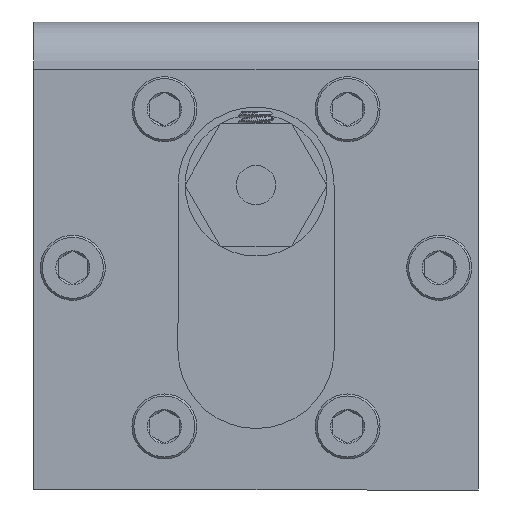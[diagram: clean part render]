
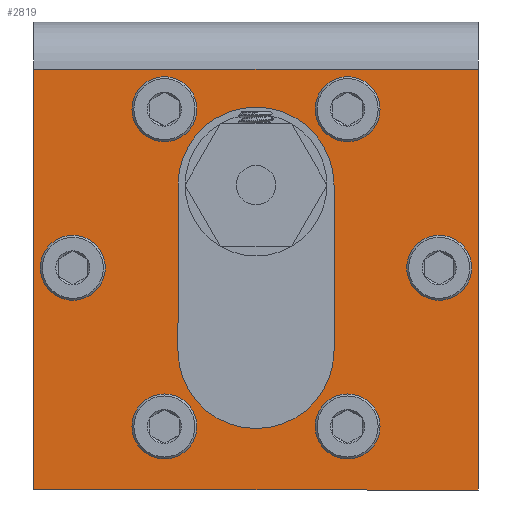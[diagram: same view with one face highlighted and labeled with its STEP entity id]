
A CAD part, front view. The second image highlights one B-rep face of the part: STEP entity #2819.
In plain terms, the highlighted face is planar.
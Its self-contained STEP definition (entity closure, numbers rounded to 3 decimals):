
#241=FACE_BOUND('',#710,.T.);
#242=FACE_BOUND('',#711,.T.);
#243=FACE_BOUND('',#712,.T.);
#244=FACE_BOUND('',#713,.T.);
#245=FACE_BOUND('',#714,.T.);
#246=FACE_BOUND('',#715,.T.);
#247=FACE_BOUND('',#716,.T.);
#302=CIRCLE('',#3062,6.6);
#304=CIRCLE('',#3066,6.6);
#305=CIRCLE('',#3068,1.65);
#307=CIRCLE('',#3071,1.65);
#309=CIRCLE('',#3074,1.65);
#311=CIRCLE('',#3077,1.65);
#313=CIRCLE('',#3080,1.65);
#315=CIRCLE('',#3083,1.65);
#533=FACE_OUTER_BOUND('',#709,.T.);
#709=EDGE_LOOP('',(#2020,#2021,#2022,#2023));
#710=EDGE_LOOP('',(#2024,#2025,#2026,#2027));
#711=EDGE_LOOP('',(#2028));
#712=EDGE_LOOP('',(#2029));
#713=EDGE_LOOP('',(#2030));
#714=EDGE_LOOP('',(#2031));
#715=EDGE_LOOP('',(#2032));
#716=EDGE_LOOP('',(#2033));
#922=LINE('',#4183,#1091);
#926=LINE('',#4195,#1095);
#949=LINE('',#4328,#1118);
#950=LINE('',#4331,#1119);
#951=LINE('',#4333,#1120);
#952=LINE('',#4334,#1121);
#1091=VECTOR('',#3381,10.);
#1095=VECTOR('',#3393,10.);
#1118=VECTOR('',#3548,10.);
#1119=VECTOR('',#3551,10.);
#1120=VECTOR('',#3552,10.);
#1121=VECTOR('',#3553,10.);
#1260=VERTEX_POINT('',#4180);
#1261=VERTEX_POINT('',#4182);
#1263=VERTEX_POINT('',#4188);
#1265=VERTEX_POINT('',#4194);
#1266=VERTEX_POINT('',#4201);
#1268=VERTEX_POINT('',#4207);
#1270=VERTEX_POINT('',#4213);
#1272=VERTEX_POINT('',#4219);
#1274=VERTEX_POINT('',#4225);
#1276=VERTEX_POINT('',#4231);
#1306=VERTEX_POINT('',#4321);
#1309=VERTEX_POINT('',#4326);
#1310=VERTEX_POINT('',#4330);
#1311=VERTEX_POINT('',#4332);
#1518=EDGE_CURVE('',#1261,#1260,#922,.T.);
#1521=EDGE_CURVE('',#1263,#1261,#302,.T.);
#1524=EDGE_CURVE('',#1265,#1263,#926,.T.);
#1527=EDGE_CURVE('',#1260,#1265,#304,.T.);
#1528=EDGE_CURVE('',#1266,#1266,#305,.T.);
#1531=EDGE_CURVE('',#1268,#1268,#307,.T.);
#1534=EDGE_CURVE('',#1270,#1270,#309,.T.);
#1537=EDGE_CURVE('',#1272,#1272,#311,.T.);
#1540=EDGE_CURVE('',#1274,#1274,#313,.T.);
#1543=EDGE_CURVE('',#1276,#1276,#315,.T.);
#1591=EDGE_CURVE('',#1309,#1306,#949,.T.);
#1592=EDGE_CURVE('',#1309,#1310,#950,.T.);
#1593=EDGE_CURVE('',#1310,#1311,#951,.T.);
#1594=EDGE_CURVE('',#1306,#1311,#952,.T.);
#2020=ORIENTED_EDGE('',*,*,#1591,.F.);
#2021=ORIENTED_EDGE('',*,*,#1592,.T.);
#2022=ORIENTED_EDGE('',*,*,#1593,.T.);
#2023=ORIENTED_EDGE('',*,*,#1594,.F.);
#2024=ORIENTED_EDGE('',*,*,#1518,.T.);
#2025=ORIENTED_EDGE('',*,*,#1527,.T.);
#2026=ORIENTED_EDGE('',*,*,#1524,.T.);
#2027=ORIENTED_EDGE('',*,*,#1521,.T.);
#2028=ORIENTED_EDGE('',*,*,#1528,.T.);
#2029=ORIENTED_EDGE('',*,*,#1531,.T.);
#2030=ORIENTED_EDGE('',*,*,#1534,.T.);
#2031=ORIENTED_EDGE('',*,*,#1537,.T.);
#2032=ORIENTED_EDGE('',*,*,#1540,.T.);
#2033=ORIENTED_EDGE('',*,*,#1543,.T.);
#2730=PLANE('',#3130);
#2819=ADVANCED_FACE('',(#533,#241,#242,#243,#244,#245,#246,#247),#2730,
 .T.);
#3062=AXIS2_PLACEMENT_3D('',#4189,#3387,#3388);
#3066=AXIS2_PLACEMENT_3D('',#4199,#3399,#3400);
#3068=AXIS2_PLACEMENT_3D('',#4202,#3403,#3404);
#3071=AXIS2_PLACEMENT_3D('',#4208,#3410,#3411);
#3074=AXIS2_PLACEMENT_3D('',#4214,#3417,#3418);
#3077=AXIS2_PLACEMENT_3D('',#4220,#3424,#3425);
#3080=AXIS2_PLACEMENT_3D('',#4226,#3431,#3432);
#3083=AXIS2_PLACEMENT_3D('',#4232,#3438,#3439);
#3130=AXIS2_PLACEMENT_3D('',#4329,#3549,#3550);
#3381=DIRECTION('',(0.,0.,1.));
#3387=DIRECTION('center_axis',(1.,0.,0.));
#3388=DIRECTION('ref_axis',(0.,1.,0.));
#3393=DIRECTION('',(0.,0.,-1.));
#3399=DIRECTION('center_axis',(1.,0.,0.));
#3400=DIRECTION('ref_axis',(0.,-1.,0.));
#3403=DIRECTION('center_axis',(1.,0.,0.));
#3404=DIRECTION('ref_axis',(0.,-1.,0.));
#3410=DIRECTION('center_axis',(1.,0.,0.));
#3411=DIRECTION('ref_axis',(0.,-1.,0.));
#3417=DIRECTION('center_axis',(1.,0.,0.));
#3418=DIRECTION('ref_axis',(0.,-1.,0.));
#3424=DIRECTION('center_axis',(1.,0.,0.));
#3425=DIRECTION('ref_axis',(0.,-1.,0.));
#3431=DIRECTION('center_axis',(1.,0.,0.));
#3432=DIRECTION('ref_axis',(0.,-1.,0.));
#3438=DIRECTION('center_axis',(1.,0.,0.));
#3439=DIRECTION('ref_axis',(0.,-1.,0.));
#3548=DIRECTION('',(0.,1.,0.));
#3549=DIRECTION('center_axis',(-1.,0.,0.));
#3550=DIRECTION('ref_axis',(0.,0.,1.));
#3551=DIRECTION('',(0.,0.,1.));
#3552=DIRECTION('',(0.,1.,0.));
#3553=DIRECTION('',(0.,0.,1.));
#4180=CARTESIAN_POINT('',(-2.,25.4,25.8));
#4182=CARTESIAN_POINT('',(-2.,25.4,11.8));
#4183=CARTESIAN_POINT('',(-2.,25.4,5.9));
#4188=CARTESIAN_POINT('',(-2.,12.2,11.8));
#4189=CARTESIAN_POINT('Origin',(-2.,18.8,11.8));
#4194=CARTESIAN_POINT('',(-2.,12.2,25.8));
#4195=CARTESIAN_POINT('',(-2.,12.2,12.9));
#4199=CARTESIAN_POINT('Origin',(-2.,18.8,25.8));
#4201=CARTESIAN_POINT('',(-2.,12.7,5.377));
#4202=CARTESIAN_POINT('Origin',(-2.,11.05,5.377));
#4207=CARTESIAN_POINT('',(-2.,28.2,32.223));
#4208=CARTESIAN_POINT('Origin',(-2.,26.55,32.223));
#4213=CARTESIAN_POINT('',(-2.,28.2,5.377));
#4214=CARTESIAN_POINT('Origin',(-2.,26.55,5.377));
#4219=CARTESIAN_POINT('',(-2.,4.95,18.8));
#4220=CARTESIAN_POINT('Origin',(-2.,3.3,18.8));
#4225=CARTESIAN_POINT('',(-2.,12.7,32.223));
#4226=CARTESIAN_POINT('Origin',(-2.,11.05,32.223));
#4231=CARTESIAN_POINT('',(-2.,35.95,18.8));
#4232=CARTESIAN_POINT('Origin',(-2.,34.3,18.8));
#4321=CARTESIAN_POINT('',(-2.,37.6,2.));
#4326=CARTESIAN_POINT('',(-2.,0.,2.));
#4328=CARTESIAN_POINT('',(-2.,0.,2.));
#4329=CARTESIAN_POINT('Origin',(-2.,0.,0.));
#4330=CARTESIAN_POINT('',(-2.,0.,37.6));
#4331=CARTESIAN_POINT('',(-2.,0.,0.));
#4332=CARTESIAN_POINT('',(-2.,37.6,37.6));
#4333=CARTESIAN_POINT('',(-2.,0.,37.6));
#4334=CARTESIAN_POINT('',(-2.,37.6,0.));
